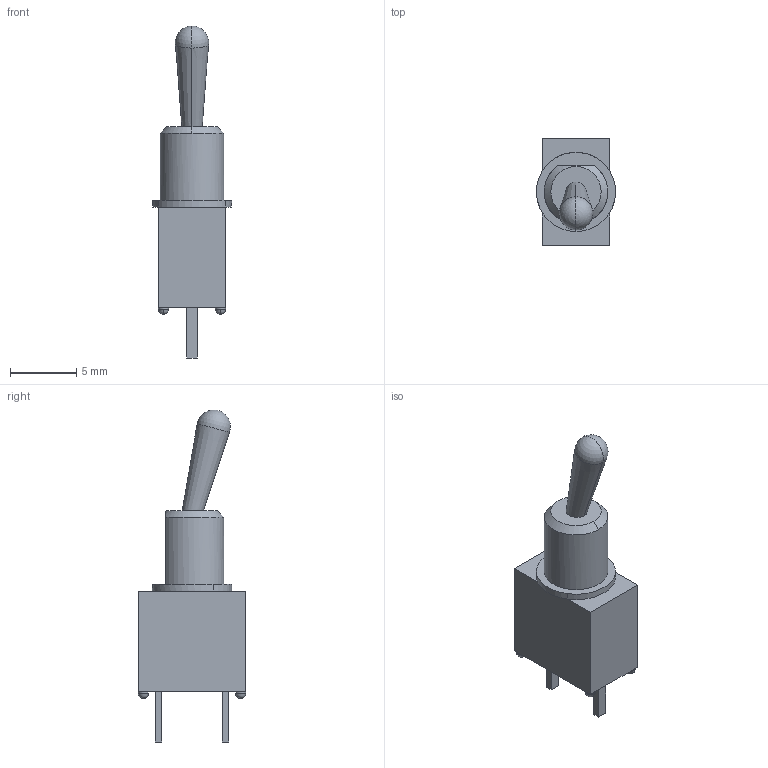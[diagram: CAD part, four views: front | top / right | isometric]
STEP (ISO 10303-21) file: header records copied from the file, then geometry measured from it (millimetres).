
FILE_DESCRIPTION((''),'2;1');
FILE_NAME('C-2267078-1','2014-06-23T',('workeradm'),('Tyco Electronics Ltd.'),'PRO/ENGINEER BY PARAMETRIC TECHNOLOGY CORPORATION, 2013050','PRO/ENGINEER BY PARAMETRIC TECHNOLOGY CORPORATION, 2013050','');
FILE_SCHEMA(('AUTOMOTIVE_DESIGN { 1 0 10303 214 1 1 1 1 }'));
Length unit declared in the file: millimetre
Products named in the file (1): C-2267078-1
Bounding box: 5.99 x 8.13 x 25.14 mm (x, y, z)
Volume: 455.1 mm3; surface area: 449.7 mm2
Topology: 1 solids, 1 shells, 51 faces, 122 edges, 67 vertices
Faces by surface type: plane 26, cylinder 11, sphere 10, cone 4
Entity records: 1596 total; most frequent: CARTESIAN_POINT 275, DIRECTION 253, ORIENTED_EDGE 224, COLOUR_RGB 126, EDGE_CURVE 112, AXIS2_PLACEMENT_3D 94, VERTEX_POINT 67, VECTOR 65
